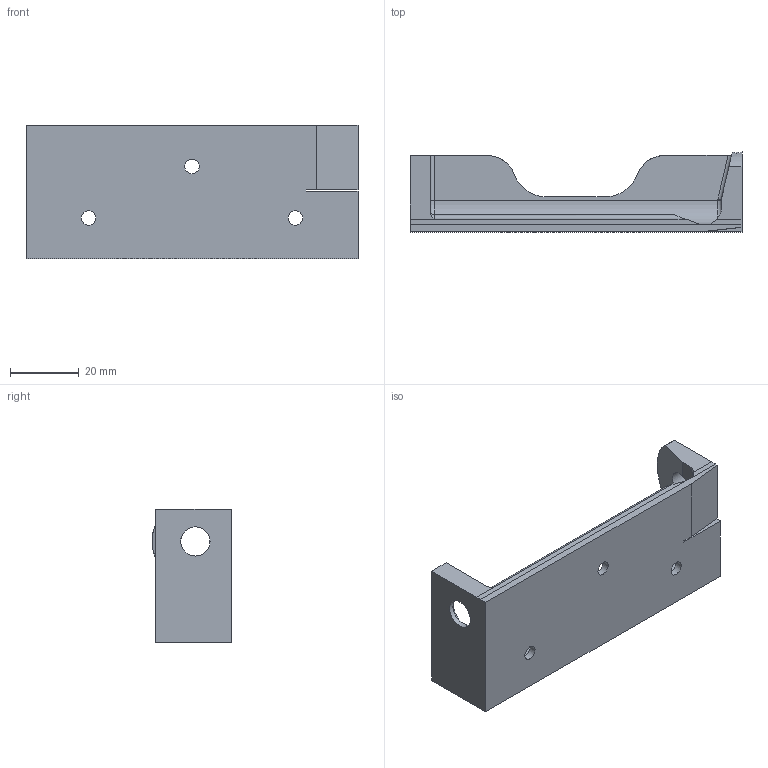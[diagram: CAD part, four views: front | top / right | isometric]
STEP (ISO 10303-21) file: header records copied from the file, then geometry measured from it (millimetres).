
FILE_DESCRIPTION(/* description */ (''),/* implementation_level */ '2;1');
FILE_NAME(/* name */ 'Main Holder v12.step',/* time_stamp */ '2019-05-24T10:47:45+02:00',/* author */ (''),/* organization */ (''),/* preprocessor_version */ 'ST-DEVELOPER v18',/* originating_system */ 'Autodesk Translation Framework v8.2.0.1029',/* authorisation */ '');
FILE_SCHEMA (('AUTOMOTIVE_DESIGN { 1 0 10303 214 3 1 1 }'));
Length unit declared in the file: millimetre
Products named in the file (1): Main Holder
Bounding box: 96.35 x 23.17 x 38.85 mm (x, y, z)
Volume: 18067.4 mm3; surface area: 13943.3 mm2
Topology: 1 solids, 1 shells, 81 faces, 222 edges, 144 vertices
Faces by surface type: plane 44, cylinder 29, torus 6, bspline 2
Full cylindrical faces by diameter (mm): 4.2 x3, 8.5 x2
Entity records: 2693 total; most frequent: CARTESIAN_POINT 557, ORIENTED_EDGE 444, DIRECTION 443, EDGE_CURVE 222, AXIS2_PLACEMENT_3D 154, VERTEX_POINT 144, LINE 135, VECTOR 135
